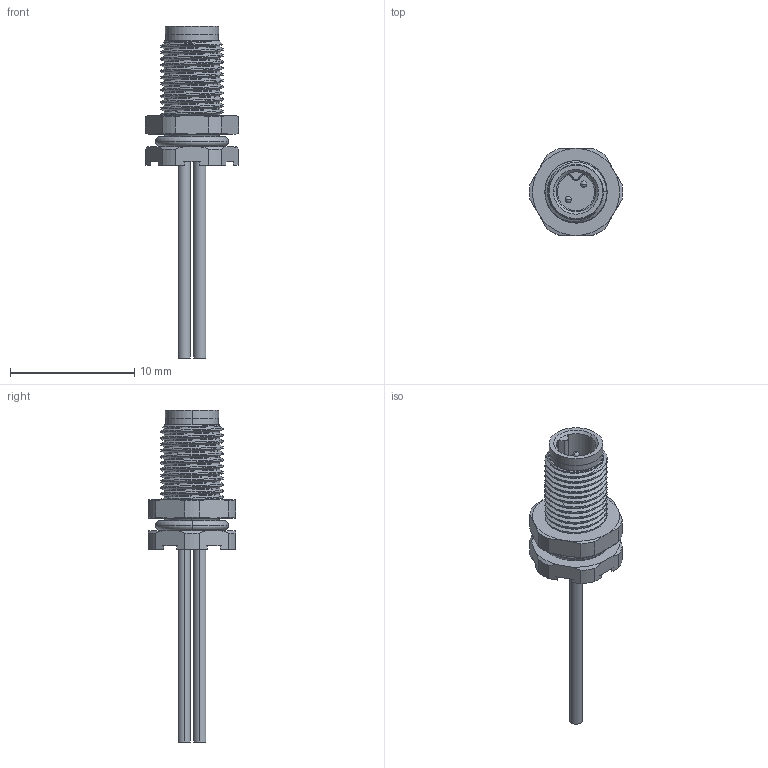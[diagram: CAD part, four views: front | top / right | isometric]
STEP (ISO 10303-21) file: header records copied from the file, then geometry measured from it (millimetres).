
FILE_DESCRIPTION((''),'2;1');
FILE_NAME('001M5-SA00PSW0-00722_2','2025-08-24T',('gongcheng16'),(''),'PRO/ENGINEER BY PARAMETRIC TECHNOLOGY CORPORATION, 2010280','PRO/ENGINEER BY PARAMETRIC TECHNOLOGY CORPORATION, 2010280','');
FILE_SCHEMA(('CONFIG_CONTROL_DESIGN'));
Length unit declared in the file: millimetre
Products named in the file (1): 001M5-SA00PSW0-00722_2
Bounding box: 7.49 x 7 x 26.7 mm (x, y, z)
Volume: 89.6 mm3; surface area: 2695 mm2
Topology: 1 solids, 51 shells, 577 faces, 1476 edges, 966 vertices
Faces by surface type: cylinder 229, plane 181, cone 106, torus 38, bspline 17, sphere 6
Entity records: 23184 total; most frequent: CARTESIAN_POINT 9498, DIRECTION 2909, ORIENTED_EDGE 2670, EDGE_CURVE 1468, AXIS2_PLACEMENT_3D 1213, VERTEX_POINT 966, CIRCLE 652, EDGE_LOOP 627
